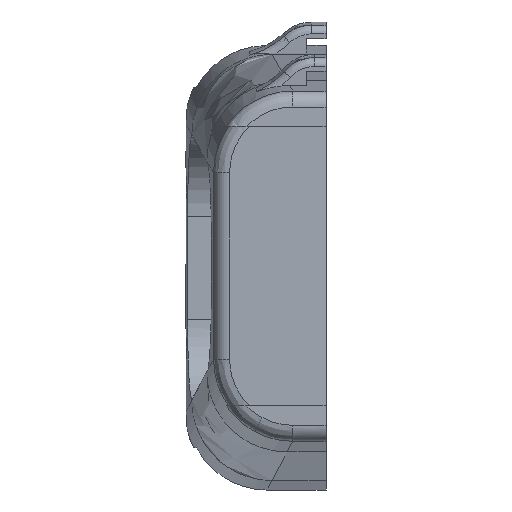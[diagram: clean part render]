
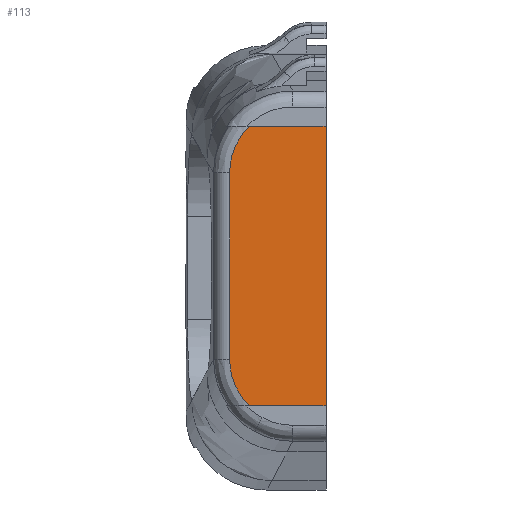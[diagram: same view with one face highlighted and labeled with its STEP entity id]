
A CAD part, top view. The second image highlights one B-rep face of the part: STEP entity #113.
In plain terms, the highlighted planar face has unit normal (0, 0, 1).
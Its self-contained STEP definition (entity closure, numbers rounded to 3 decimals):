
#113=ADVANCED_FACE('',(#275),#2391,.T.);
#275=FACE_OUTER_BOUND('',#443,.T.);
#443=EDGE_LOOP('',(#948,#949,#950,#951,#952,#953));
#948=ORIENTED_EDGE('',*,*,#1569,.T.);
#949=ORIENTED_EDGE('',*,*,#1570,.T.);
#950=ORIENTED_EDGE('',*,*,#1571,.T.);
#951=ORIENTED_EDGE('',*,*,#1572,.T.);
#952=ORIENTED_EDGE('',*,*,#1573,.T.);
#953=ORIENTED_EDGE('',*,*,#1574,.T.);
#1569=EDGE_CURVE('',#2298,#2299,#2025,.T.);
#1570=EDGE_CURVE('',#2299,#2300,#2026,.T.);
#1571=EDGE_CURVE('',#2300,#2301,#2027,.T.);
#1572=EDGE_CURVE('',#2301,#2302,#2028,.T.);
#1573=EDGE_CURVE('',#2302,#2303,#2029,.T.);
#1574=EDGE_CURVE('',#2303,#2298,#2030,.T.);
#2025=B_SPLINE_CURVE_WITH_KNOTS('',1,(#6941,#6942),.UNSPECIFIED.,.F.,.F.,
(2,2),(0.,9.53),.UNSPECIFIED.);
#2026=B_SPLINE_CURVE_WITH_KNOTS('',1,(#6943,#6944),.UNSPECIFIED.,.F.,.F.,
(2,2),(0.,34.8),.UNSPECIFIED.);
#2027=B_SPLINE_CURVE_WITH_KNOTS('',1,(#6945,#6946),.UNSPECIFIED.,.F.,.F.,
(2,2),(0.,9.53),.UNSPECIFIED.);
#2028=B_SPLINE_CURVE_WITH_KNOTS('',3,(#6947,#6948,#6949,#6950,#6951,#6952,
#6953,#6954,#6955,#6956,#6957,#6958,#6959,#6960),.UNSPECIFIED.,.F.,.F.,
(4,2,2,2,2,2,4),(0.,0.81,1.62,3.241,
4.051,4.861,6.482),.UNSPECIFIED.);
#2029=B_SPLINE_CURVE_WITH_KNOTS('',1,(#6961,#6962),.UNSPECIFIED.,.F.,.F.,
(2,2),(0.,23.209),.UNSPECIFIED.);
#2030=B_SPLINE_CURVE_WITH_KNOTS('',3,(#6963,#6964,#6965,#6966,#6967,#6968,
#6969,#6970,#6971,#6972,#6973,#6974,#6975,#6976),.UNSPECIFIED.,.F.,.F.,
(4,2,2,2,2,2,4),(0.,1.62,2.431,3.241,4.861,
5.671,6.482),.UNSPECIFIED.);
#2298=VERTEX_POINT('',#5626);
#2299=VERTEX_POINT('',#5627);
#2300=VERTEX_POINT('',#5628);
#2301=VERTEX_POINT('',#5629);
#2302=VERTEX_POINT('',#5630);
#2303=VERTEX_POINT('',#5631);
#2391=PLANE('',#2673);
#2673=AXIS2_PLACEMENT_3D('',#4365,#2772,$);
#2772=DIRECTION('',(0.,0.,1.));
#4365=CARTESIAN_POINT('',(4.3,425.648,328.683));
#5626=CARTESIAN_POINT('',(7.97,429.128,328.683));
#5627=CARTESIAN_POINT('',(17.5,429.128,328.683));
#5628=CARTESIAN_POINT('',(17.5,463.928,328.683));
#5629=CARTESIAN_POINT('',(7.97,463.928,328.683));
#5630=CARTESIAN_POINT('',(5.5,458.132,328.683));
#5631=CARTESIAN_POINT('',(5.5,434.923,328.683));
#6941=CARTESIAN_POINT('',(7.97,429.128,328.683));
#6942=CARTESIAN_POINT('',(17.5,429.128,328.683));
#6943=CARTESIAN_POINT('',(17.5,429.128,328.683));
#6944=CARTESIAN_POINT('',(17.5,463.928,328.683));
#6945=CARTESIAN_POINT('',(17.5,463.928,328.683));
#6946=CARTESIAN_POINT('',(7.97,463.928,328.683));
#6947=CARTESIAN_POINT('',(7.97,463.928,328.683));
#6948=CARTESIAN_POINT('',(7.774,463.74,328.683));
#6949=CARTESIAN_POINT('',(7.587,463.542,328.683));
#6950=CARTESIAN_POINT('',(7.235,463.129,328.683));
#6951=CARTESIAN_POINT('',(7.069,462.913,328.683));
#6952=CARTESIAN_POINT('',(6.61,462.248,328.683));
#6953=CARTESIAN_POINT('',(6.352,461.778,328.683));
#6954=CARTESIAN_POINT('',(6.035,461.033,328.683));
#6955=CARTESIAN_POINT('',(5.941,460.777,328.683));
#6956=CARTESIAN_POINT('',(5.781,460.26,328.683));
#6957=CARTESIAN_POINT('',(5.715,460.,328.683));
#6958=CARTESIAN_POINT('',(5.554,459.211,328.683));
#6959=CARTESIAN_POINT('',(5.5,458.676,328.683));
#6960=CARTESIAN_POINT('',(5.5,458.132,328.683));
#6961=CARTESIAN_POINT('',(5.5,458.132,328.683));
#6962=CARTESIAN_POINT('',(5.5,434.923,328.683));
#6963=CARTESIAN_POINT('',(5.5,434.923,328.683));
#6964=CARTESIAN_POINT('',(5.5,434.379,328.683));
#6965=CARTESIAN_POINT('',(5.554,433.844,328.683));
#6966=CARTESIAN_POINT('',(5.715,433.055,328.683));
#6967=CARTESIAN_POINT('',(5.781,432.795,328.683));
#6968=CARTESIAN_POINT('',(5.941,432.278,328.683));
#6969=CARTESIAN_POINT('',(6.035,432.022,328.683));
#6970=CARTESIAN_POINT('',(6.352,431.278,328.683));
#6971=CARTESIAN_POINT('',(6.61,430.808,328.683));
#6972=CARTESIAN_POINT('',(7.069,430.142,328.683));
#6973=CARTESIAN_POINT('',(7.235,429.926,328.683));
#6974=CARTESIAN_POINT('',(7.587,429.513,328.683));
#6975=CARTESIAN_POINT('',(7.774,429.316,328.683));
#6976=CARTESIAN_POINT('',(7.97,429.128,328.683));
